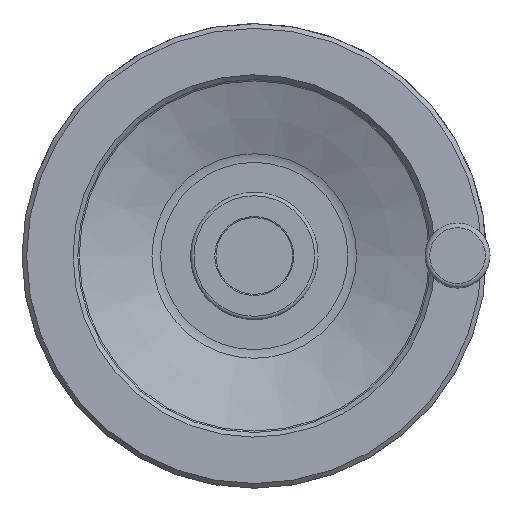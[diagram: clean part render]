
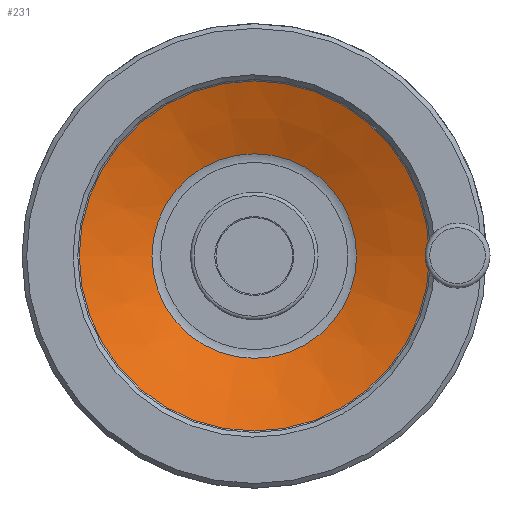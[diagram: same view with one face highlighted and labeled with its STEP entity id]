
A CAD part, top view. The second image highlights one B-rep face of the part: STEP entity #231.
In plain terms, the highlighted conical face has half-angle 68.199 degrees and reference radius 42.25 mm.
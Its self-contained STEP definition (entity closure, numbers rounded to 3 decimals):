
#231 = ADVANCED_FACE( '', ( #522, #523 ), #524, .F. );
#522 = FACE_BOUND( '', #1882, .T. );
#523 = FACE_OUTER_BOUND( '', #1883, .T. );
#524 = CONICAL_SURFACE( '', #1884, 42.25, 1.19 );
#1882 = EDGE_LOOP( '', ( #2564 ) );
#1883 = EDGE_LOOP( '', ( #2565 ) );
#1884 = AXIS2_PLACEMENT_3D( '', #2566, #2567, #2568 );
#2564 = ORIENTED_EDGE( '', *, *, #3020, .T. );
#2565 = ORIENTED_EDGE( '', *, *, #2956, .T. );
#2566 = CARTESIAN_POINT( '', ( 0., 0., 24.4 ) );
#2567 = DIRECTION( '', ( 0., 0., 1. ) );
#2568 = DIRECTION( '', ( 1., 0., 0. ) );
#2956 = EDGE_CURVE( '', #3271, #3271, #3272, .T. );
#3020 = EDGE_CURVE( '', #3363, #3363, #3364, .T. );
#3271 = VERTEX_POINT( '', #3985 );
#3272 = CIRCLE( '', #3986, 75.371 );
#3363 = VERTEX_POINT( '', #4289 );
#3364 = CIRCLE( '', #4290, 44.038 );
#3985 = CARTESIAN_POINT( '', ( 75.371, 0., 37.649 ) );
#3986 = AXIS2_PLACEMENT_3D( '', #4589, #4590, #4591 );
#4289 = CARTESIAN_POINT( '', ( -44.038, 0., 25.115 ) );
#4290 = AXIS2_PLACEMENT_3D( '', #4664, #4665, #4666 );
#4589 = CARTESIAN_POINT( '', ( 0., 0., 37.649 ) );
#4590 = DIRECTION( '', ( 0., 0., 1. ) );
#4591 = DIRECTION( '', ( 1., 0., 0. ) );
#4664 = CARTESIAN_POINT( '', ( 0., 0., 25.115 ) );
#4665 = DIRECTION( '', ( 0., 0., -1. ) );
#4666 = DIRECTION( '', ( -1., 0., 0. ) );
